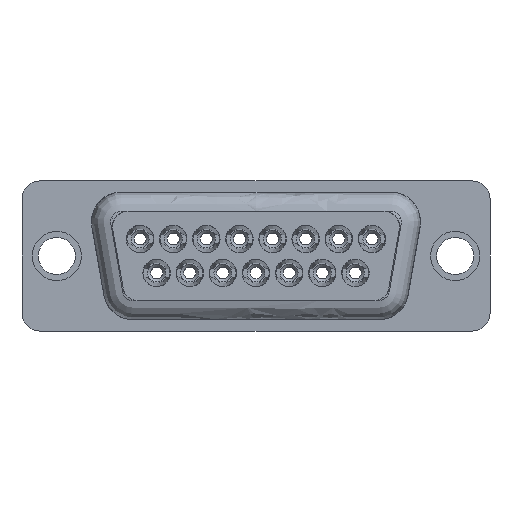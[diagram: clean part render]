
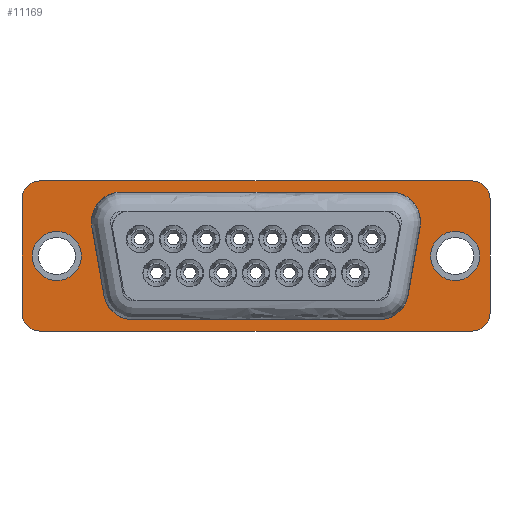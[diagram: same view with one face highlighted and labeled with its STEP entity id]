
A CAD part, front view. The second image highlights one B-rep face of the part: STEP entity #11169.
In plain terms, the highlighted planar face has unit normal (0, -1, 0).
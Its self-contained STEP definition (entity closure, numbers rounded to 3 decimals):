
#1160=CIRCLE('',#12415,2.05);
#1161=CIRCLE('',#12416,2.05);
#1162=CIRCLE('',#12417,1.5);
#1163=CIRCLE('',#12418,1.5);
#1164=CIRCLE('',#12419,1.5);
#1165=CIRCLE('',#12420,1.5);
#1166=CIRCLE('',#12421,2.5);
#1167=CIRCLE('',#12422,2.5);
#1168=CIRCLE('',#12423,2.5);
#1169=CIRCLE('',#12424,2.5);
#1170=CIRCLE('',#12425,2.5);
#1171=CIRCLE('',#12426,2.5);
#1172=CIRCLE('',#12427,2.5);
#1173=CIRCLE('',#12428,2.5);
#1174=CIRCLE('',#12429,2.5);
#1175=CIRCLE('',#12430,2.5);
#1176=CIRCLE('',#12431,2.5);
#4179=ORIENTED_EDGE('',*,*,#5789,.F.);
#4180=ORIENTED_EDGE('',*,*,#5790,.T.);
#4181=ORIENTED_EDGE('',*,*,#5791,.F.);
#4182=ORIENTED_EDGE('',*,*,#5792,.F.);
#4183=ORIENTED_EDGE('',*,*,#5793,.F.);
#4184=ORIENTED_EDGE('',*,*,#5794,.F.);
#4185=ORIENTED_EDGE('',*,*,#5795,.F.);
#4186=ORIENTED_EDGE('',*,*,#5796,.F.);
#4187=ORIENTED_EDGE('',*,*,#5797,.F.);
#4188=ORIENTED_EDGE('',*,*,#5798,.F.);
#4189=ORIENTED_EDGE('',*,*,#5799,.F.);
#4190=ORIENTED_EDGE('',*,*,#5800,.F.);
#4191=ORIENTED_EDGE('',*,*,#5801,.T.);
#4192=ORIENTED_EDGE('',*,*,#5802,.F.);
#4193=ORIENTED_EDGE('',*,*,#5803,.F.);
#4194=ORIENTED_EDGE('',*,*,#5804,.T.);
#4195=ORIENTED_EDGE('',*,*,#5805,.F.);
#4196=ORIENTED_EDGE('',*,*,#5806,.F.);
#4197=ORIENTED_EDGE('',*,*,#5807,.T.);
#4198=ORIENTED_EDGE('',*,*,#5808,.T.);
#4199=ORIENTED_EDGE('',*,*,#5809,.F.);
#4200=ORIENTED_EDGE('',*,*,#5810,.F.);
#4201=ORIENTED_EDGE('',*,*,#5811,.T.);
#4202=ORIENTED_EDGE('',*,*,#5812,.T.);
#4203=ORIENTED_EDGE('',*,*,#5813,.T.);
#5789=EDGE_CURVE('',#6792,#6792,#1160,.F.);
#5790=EDGE_CURVE('',#6793,#6793,#1161,.T.);
#5791=EDGE_CURVE('',#6794,#6795,#1162,.T.);
#5792=EDGE_CURVE('',#6796,#6794,#7603,.T.);
#5793=EDGE_CURVE('',#6797,#6796,#1163,.T.);
#5794=EDGE_CURVE('',#6798,#6797,#7604,.T.);
#5795=EDGE_CURVE('',#6799,#6798,#1164,.T.);
#5796=EDGE_CURVE('',#6800,#6799,#7605,.T.);
#5797=EDGE_CURVE('',#6801,#6800,#1165,.T.);
#5798=EDGE_CURVE('',#6795,#6801,#7606,.T.);
#5799=EDGE_CURVE('',#6802,#6803,#1166,.F.);
#5800=EDGE_CURVE('',#6804,#6802,#7607,.T.);
#5801=EDGE_CURVE('',#6804,#6805,#1167,.T.);
#5802=EDGE_CURVE('',#6806,#6805,#1168,.F.);
#5803=EDGE_CURVE('',#6807,#6806,#7608,.T.);
#5804=EDGE_CURVE('',#6807,#6808,#1169,.T.);
#5805=EDGE_CURVE('',#6809,#6808,#1170,.F.);
#5806=EDGE_CURVE('',#6810,#6809,#7609,.T.);
#5807=EDGE_CURVE('',#6810,#6811,#1171,.T.);
#5808=EDGE_CURVE('',#6811,#6812,#1172,.T.);
#5809=EDGE_CURVE('',#6813,#6812,#1173,.F.);
#5810=EDGE_CURVE('',#6814,#6813,#7610,.T.);
#5811=EDGE_CURVE('',#6814,#6815,#1174,.T.);
#5812=EDGE_CURVE('',#6815,#6816,#1175,.T.);
#5813=EDGE_CURVE('',#6816,#6803,#1176,.T.);
#6792=VERTEX_POINT('',#19670);
#6793=VERTEX_POINT('',#19672);
#6794=VERTEX_POINT('',#19674);
#6795=VERTEX_POINT('',#19675);
#6796=VERTEX_POINT('',#19677);
#6797=VERTEX_POINT('',#19679);
#6798=VERTEX_POINT('',#19681);
#6799=VERTEX_POINT('',#19683);
#6800=VERTEX_POINT('',#19685);
#6801=VERTEX_POINT('',#19687);
#6802=VERTEX_POINT('',#19690);
#6803=VERTEX_POINT('',#19691);
#6804=VERTEX_POINT('',#19693);
#6805=VERTEX_POINT('',#19695);
#6806=VERTEX_POINT('',#19697);
#6807=VERTEX_POINT('',#19699);
#6808=VERTEX_POINT('',#19701);
#6809=VERTEX_POINT('',#19703);
#6810=VERTEX_POINT('',#19705);
#6811=VERTEX_POINT('',#19707);
#6812=VERTEX_POINT('',#19709);
#6813=VERTEX_POINT('',#19711);
#6814=VERTEX_POINT('',#19713);
#6815=VERTEX_POINT('',#19715);
#6816=VERTEX_POINT('',#19717);
#7603=LINE('',#19676,#8395);
#7604=LINE('',#19680,#8396);
#7605=LINE('',#19684,#8397);
#7606=LINE('',#19688,#8398);
#7607=LINE('',#19692,#8399);
#7608=LINE('',#19698,#8400);
#7609=LINE('',#19704,#8401);
#7610=LINE('',#19712,#8402);
#8395=VECTOR('',#15593,1000.);
#8396=VECTOR('',#15596,1000.);
#8397=VECTOR('',#15599,1000.);
#8398=VECTOR('',#15602,1000.);
#8399=VECTOR('',#15605,1000.);
#8400=VECTOR('',#15610,1000.);
#8401=VECTOR('',#15615,1000.);
#8402=VECTOR('',#15622,1000.);
#9265=EDGE_LOOP('',(#4179));
#9266=EDGE_LOOP('',(#4180));
#9267=EDGE_LOOP('',(#4181,#4182,#4183,#4184,#4185,#4186,#4187,#4188));
#9268=EDGE_LOOP('',(#4189,#4190,#4191,#4192,#4193,#4194,#4195,#4196,#4197,
#4198,#4199,#4200,#4201,#4202,#4203));
#10157=FACE_BOUND('',#9265,.T.);
#10158=FACE_BOUND('',#9266,.T.);
#10159=FACE_BOUND('',#9267,.T.);
#10160=FACE_BOUND('',#9268,.T.);
#10491=PLANE('',#12414);
#11169=ADVANCED_FACE('',(#10157,#10158,#10159,#10160),#10491,.F.);
#12414=AXIS2_PLACEMENT_3D('',#19668,#15585,#15586);
#12415=AXIS2_PLACEMENT_3D('',#19669,#15587,#15588);
#12416=AXIS2_PLACEMENT_3D('',#19671,#15589,#15590);
#12417=AXIS2_PLACEMENT_3D('',#19673,#15591,#15592);
#12418=AXIS2_PLACEMENT_3D('',#19678,#15594,#15595);
#12419=AXIS2_PLACEMENT_3D('',#19682,#15597,#15598);
#12420=AXIS2_PLACEMENT_3D('',#19686,#15600,#15601);
#12421=AXIS2_PLACEMENT_3D('',#19689,#15603,#15604);
#12422=AXIS2_PLACEMENT_3D('',#19694,#15606,#15607);
#12423=AXIS2_PLACEMENT_3D('',#19696,#15608,#15609);
#12424=AXIS2_PLACEMENT_3D('',#19700,#15611,#15612);
#12425=AXIS2_PLACEMENT_3D('',#19702,#15613,#15614);
#12426=AXIS2_PLACEMENT_3D('',#19706,#15616,#15617);
#12427=AXIS2_PLACEMENT_3D('',#19708,#15618,#15619);
#12428=AXIS2_PLACEMENT_3D('',#19710,#15620,#15621);
#12429=AXIS2_PLACEMENT_3D('',#19714,#15623,#15624);
#12430=AXIS2_PLACEMENT_3D('',#19716,#15625,#15626);
#12431=AXIS2_PLACEMENT_3D('',#19718,#15627,#15628);
#15585=DIRECTION('',(0.,1.,0.));
#15586=DIRECTION('',(0.,0.,1.));
#15587=DIRECTION('',(0.,1.,0.));
#15588=DIRECTION('',(0.,0.,1.));
#15589=DIRECTION('',(0.,1.,0.));
#15590=DIRECTION('',(1.,0.,0.));
#15591=DIRECTION('',(0.,1.,0.));
#15592=DIRECTION('',(1.,0.,0.));
#15593=DIRECTION('',(0.,0.,1.));
#15594=DIRECTION('',(0.,1.,0.));
#15595=DIRECTION('',(1.,0.,0.));
#15596=DIRECTION('',(-1.,0.,0.));
#15597=DIRECTION('',(0.,1.,0.));
#15598=DIRECTION('',(1.,0.,0.));
#15599=DIRECTION('',(0.,0.,-1.));
#15600=DIRECTION('',(0.,1.,0.));
#15601=DIRECTION('',(-1.,0.,0.));
#15602=DIRECTION('',(1.,0.,0.));
#15603=DIRECTION('',(0.,1.,0.));
#15604=DIRECTION('',(0.,0.,1.));
#15605=DIRECTION('',(0.174,0.,0.985));
#15606=DIRECTION('',(0.,1.,0.));
#15607=DIRECTION('',(0.,0.,1.));
#15608=DIRECTION('',(0.,1.,0.));
#15609=DIRECTION('',(0.,0.,1.));
#15610=DIRECTION('',(1.,0.,0.));
#15611=DIRECTION('',(0.,1.,0.));
#15612=DIRECTION('',(0.,0.,1.));
#15613=DIRECTION('',(0.,1.,0.));
#15614=DIRECTION('',(0.,0.,1.));
#15615=DIRECTION('',(0.174,0.,-0.985));
#15616=DIRECTION('',(0.,1.,0.));
#15617=DIRECTION('',(0.,0.,1.));
#15618=DIRECTION('',(0.,1.,0.));
#15619=DIRECTION('',(0.,0.,1.));
#15620=DIRECTION('',(0.,1.,0.));
#15621=DIRECTION('',(0.,0.,1.));
#15622=DIRECTION('',(-1.,0.,0.));
#15623=DIRECTION('',(0.,1.,0.));
#15624=DIRECTION('',(0.,0.,1.));
#15625=DIRECTION('',(0.,1.,0.));
#15626=DIRECTION('',(0.,0.,1.));
#15627=DIRECTION('',(0.,1.,0.));
#15628=DIRECTION('',(0.,0.,1.));
#19668=CARTESIAN_POINT('',(-18.07,0.,4.775));
#19669=CARTESIAN_POINT('',(16.66,0.,0.));
#19670=CARTESIAN_POINT('',(16.66,0.,2.05));
#19671=CARTESIAN_POINT('',(-16.66,0.,0.));
#19672=CARTESIAN_POINT('',(-14.61,0.,0.));
#19673=CARTESIAN_POINT('',(-18.07,0.,4.775));
#19674=CARTESIAN_POINT('',(-19.57,0.,4.775));
#19675=CARTESIAN_POINT('',(-18.07,0.,6.275));
#19676=CARTESIAN_POINT('',(-19.57,0.,-4.775));
#19677=CARTESIAN_POINT('',(-19.57,0.,-4.775));
#19678=CARTESIAN_POINT('',(-18.07,0.,-4.775));
#19679=CARTESIAN_POINT('',(-18.07,0.,-6.275));
#19680=CARTESIAN_POINT('',(18.07,0.,-6.275));
#19681=CARTESIAN_POINT('',(18.07,0.,-6.275));
#19682=CARTESIAN_POINT('',(18.07,0.,-4.775));
#19683=CARTESIAN_POINT('',(19.57,0.,-4.775));
#19684=CARTESIAN_POINT('',(19.57,0.,4.775));
#19685=CARTESIAN_POINT('',(19.57,0.,4.775));
#19686=CARTESIAN_POINT('',(18.07,0.,4.775));
#19687=CARTESIAN_POINT('',(18.07,0.,6.275));
#19688=CARTESIAN_POINT('',(-18.07,0.,6.275));
#19689=CARTESIAN_POINT('',(11.26,0.,2.85));
#19690=CARTESIAN_POINT('',(13.722,0.,2.416));
#19691=CARTESIAN_POINT('',(13.675,0.,3.497));
#19692=CARTESIAN_POINT('',(13.167,0.,-0.733));
#19693=CARTESIAN_POINT('',(12.717,0.,-3.284));
#19694=CARTESIAN_POINT('',(10.255,0.,-2.85));
#19695=CARTESIAN_POINT('',(11.862,0.,-4.765));
#19696=CARTESIAN_POINT('',(10.255,0.,-2.85));
#19697=CARTESIAN_POINT('',(10.255,0.,-5.35));
#19698=CARTESIAN_POINT('',(-18.07,0.,-5.35));
#19699=CARTESIAN_POINT('',(-10.255,0.,-5.35));
#19700=CARTESIAN_POINT('',(-10.255,0.,-2.85));
#19701=CARTESIAN_POINT('',(-11.862,0.,-4.765));
#19702=CARTESIAN_POINT('',(-10.255,0.,-2.85));
#19703=CARTESIAN_POINT('',(-12.717,0.,-3.284));
#19704=CARTESIAN_POINT('',(-14.257,0.,5.447));
#19705=CARTESIAN_POINT('',(-13.722,0.,2.416));
#19706=CARTESIAN_POINT('',(-11.26,0.,2.85));
#19707=CARTESIAN_POINT('',(-13.175,0.,4.457));
#19708=CARTESIAN_POINT('',(-11.26,0.,2.85));
#19709=CARTESIAN_POINT('',(-12.317,0.,5.116));
#19710=CARTESIAN_POINT('',(-11.26,0.,2.85));
#19711=CARTESIAN_POINT('',(-11.26,0.,5.35));
#19712=CARTESIAN_POINT('',(-18.07,0.,5.35));
#19713=CARTESIAN_POINT('',(11.26,0.,5.35));
#19714=CARTESIAN_POINT('',(11.26,0.,2.85));
#19715=CARTESIAN_POINT('',(12.317,0.,5.116));
#19716=CARTESIAN_POINT('',(11.26,0.,2.85));
#19717=CARTESIAN_POINT('',(13.175,0.,4.457));
#19718=CARTESIAN_POINT('',(11.26,0.,2.85));
